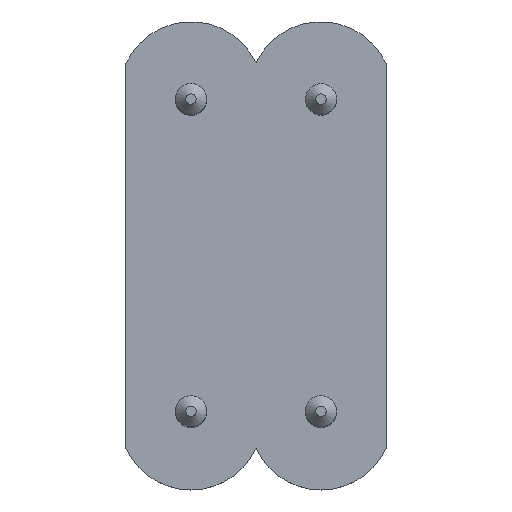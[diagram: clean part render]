
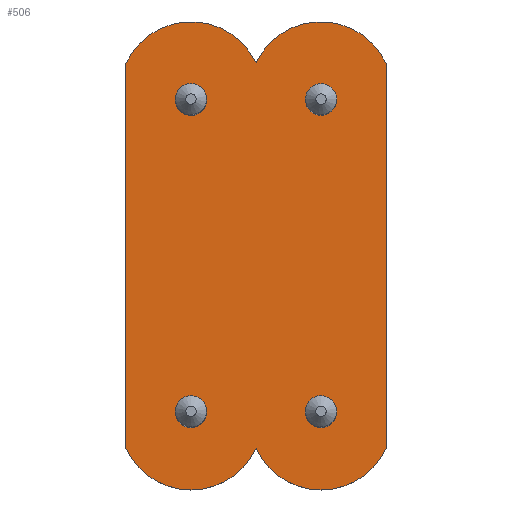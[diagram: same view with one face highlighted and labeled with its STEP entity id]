
A CAD part, top view. The second image highlights one B-rep face of the part: STEP entity #506.
In plain terms, the highlighted planar face has unit normal (0, 0, 1).
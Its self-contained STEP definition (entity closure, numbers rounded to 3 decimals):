
#112=CARTESIAN_POINT('',(-15.5,-30.,3.));
#113=VERTEX_POINT('',#112);
#114=CARTESIAN_POINT('',(-12.5,-30.,3.));
#115=DIRECTION('',(0.0,0.0,-1.0));
#116=DIRECTION('',(1.0,0.0,0.0));
#117=AXIS2_PLACEMENT_3D('',#114,#115,#116);
#118=CIRCLE('',#117,3.);
#119=EDGE_CURVE('',#113,#113,#118,.T.);
#140=CARTESIAN_POINT('',(-15.5,30.0,3.));
#141=VERTEX_POINT('',#140);
#142=CARTESIAN_POINT('',(-12.5,30.0,3.));
#143=DIRECTION('',(0.0,0.0,-1.0));
#144=DIRECTION('',(1.0,0.0,0.0));
#145=AXIS2_PLACEMENT_3D('',#142,#143,#144);
#146=CIRCLE('',#145,3.);
#147=EDGE_CURVE('',#141,#141,#146,.T.);
#189=CARTESIAN_POINT('',(15.5,-30.,3.));
#190=VERTEX_POINT('',#189);
#191=CARTESIAN_POINT('',(12.5,-30.,3.));
#192=DIRECTION('',(0.0,0.0,-1.0));
#193=DIRECTION('',(-1.0,0.0,0.0));
#194=AXIS2_PLACEMENT_3D('',#191,#192,#193);
#195=CIRCLE('',#194,3.);
#196=EDGE_CURVE('',#190,#190,#195,.T.);
#238=CARTESIAN_POINT('',(15.5,30.0,3.));
#239=VERTEX_POINT('',#238);
#240=CARTESIAN_POINT('',(12.5,30.0,3.));
#241=DIRECTION('',(0.0,0.0,-1.0));
#242=DIRECTION('',(-1.0,0.0,0.0));
#243=AXIS2_PLACEMENT_3D('',#240,#241,#242);
#244=CIRCLE('',#243,3.);
#245=EDGE_CURVE('',#239,#239,#244,.T.);
#266=CARTESIAN_POINT('',(25.0,-37.0,3.));
#267=VERTEX_POINT('',#266);
#268=CARTESIAN_POINT('',(0.0,-37.0,3.));
#269=VERTEX_POINT('',#268);
#270=CARTESIAN_POINT('',(12.5,-31.234,3.));
#271=DIRECTION('',(0.0,0.0,-1.0));
#272=DIRECTION('',(-0.908,-0.419,0.0));
#273=AXIS2_PLACEMENT_3D('',#270,#271,#272);
#274=CIRCLE('',#273,13.766);
#275=EDGE_CURVE('',#267,#269,#274,.T.);
#308=CARTESIAN_POINT('',(-25.0,-37.0,3.));
#309=VERTEX_POINT('',#308);
#310=CARTESIAN_POINT('',(-12.5,-31.234,3.));
#311=DIRECTION('',(0.0,0.0,-1.0));
#312=DIRECTION('',(-0.908,-0.419,0.0));
#313=AXIS2_PLACEMENT_3D('',#310,#311,#312);
#314=CIRCLE('',#313,13.766);
#315=EDGE_CURVE('',#269,#309,#314,.T.);
#341=CARTESIAN_POINT('',(-25.0,37.,3.));
#342=VERTEX_POINT('',#341);
#343=CARTESIAN_POINT('',(-25.0,-37.,3.));
#344=DIRECTION('',(0.0,1.0,0.0));
#345=VECTOR('',#344,74.0);
#346=LINE('',#343,#345);
#347=EDGE_CURVE('',#309,#342,#346,.T.);
#372=CARTESIAN_POINT('',(0.,37.094,3.));
#373=VERTEX_POINT('',#372);
#374=CARTESIAN_POINT('',(-12.478,31.2,3.));
#375=DIRECTION('',(0.0,0.0,-1.));
#376=DIRECTION('',(0.904,0.427,0.0));
#377=AXIS2_PLACEMENT_3D('',#374,#375,#376);
#378=CIRCLE('',#377,13.8);
#379=EDGE_CURVE('',#342,#373,#378,.T.);
#405=CARTESIAN_POINT('',(25.0,37.,3.));
#406=VERTEX_POINT('',#405);
#407=CARTESIAN_POINT('',(12.478,31.2,3.));
#408=DIRECTION('',(0.0,0.0,-1.));
#409=DIRECTION('',(0.907,0.42,0.0));
#410=AXIS2_PLACEMENT_3D('',#407,#408,#409);
#411=CIRCLE('',#410,13.8);
#412=EDGE_CURVE('',#373,#406,#411,.T.);
#438=CARTESIAN_POINT('',(25.0,37.,3.));
#439=DIRECTION('',(0.0,-1.0,0.0));
#440=VECTOR('',#439,74.0);
#441=LINE('',#438,#440);
#442=EDGE_CURVE('',#406,#267,#441,.T.);
#481=CARTESIAN_POINT('',(0.,-0.017,3.));
#482=DIRECTION('',(0.0,0.0,1.0));
#483=DIRECTION('',(1.0,0.0,0.0));
#484=AXIS2_PLACEMENT_3D('',#481,#482,#483);
#485=PLANE('',#484);
#486=ORIENTED_EDGE('',*,*,#275,.F.);
#487=ORIENTED_EDGE('',*,*,#442,.F.);
#488=ORIENTED_EDGE('',*,*,#412,.F.);
#489=ORIENTED_EDGE('',*,*,#379,.F.);
#490=ORIENTED_EDGE('',*,*,#347,.F.);
#491=ORIENTED_EDGE('',*,*,#315,.F.);
#492=EDGE_LOOP('',(#486,#487,#488,#489,#490,#491));
#493=FACE_OUTER_BOUND('',#492,.T.);
#494=ORIENTED_EDGE('',*,*,#119,.T.);
#495=EDGE_LOOP('',(#494));
#496=FACE_BOUND('',#495,.T.);
#497=ORIENTED_EDGE('',*,*,#147,.T.);
#498=EDGE_LOOP('',(#497));
#499=FACE_BOUND('',#498,.T.);
#500=ORIENTED_EDGE('',*,*,#196,.T.);
#501=EDGE_LOOP('',(#500));
#502=FACE_BOUND('',#501,.T.);
#503=ORIENTED_EDGE('',*,*,#245,.T.);
#504=EDGE_LOOP('',(#503));
#505=FACE_BOUND('',#504,.T.);
#506=ADVANCED_FACE('',(#493,#496,#499,#502,#505),#485,.T.);
